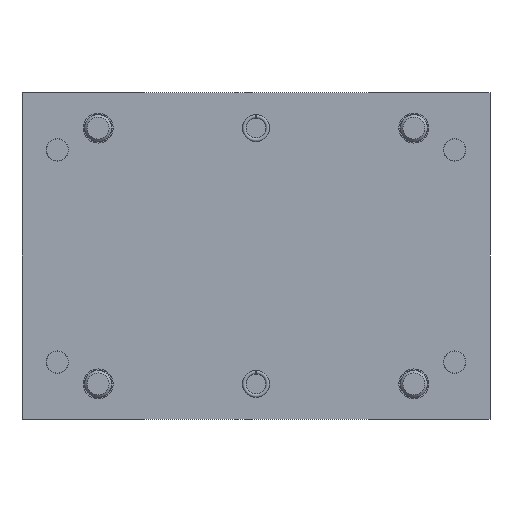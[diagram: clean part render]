
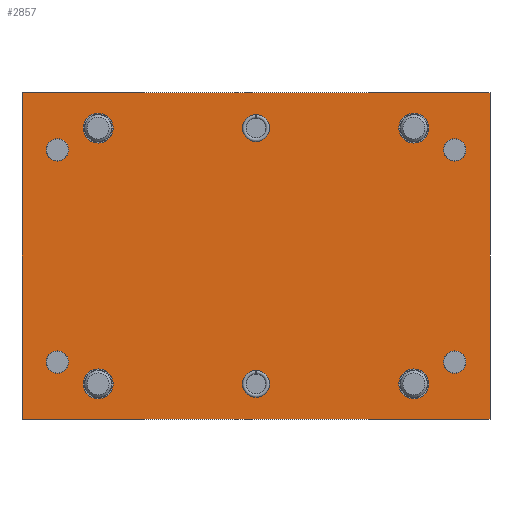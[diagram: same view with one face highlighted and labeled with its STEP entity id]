
A CAD part, front view. The second image highlights one B-rep face of the part: STEP entity #2857.
In plain terms, the highlighted planar face has unit normal (0, -1, 0).
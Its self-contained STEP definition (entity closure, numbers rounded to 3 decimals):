
#232=CIRCLE('',#3114,2.067);
#233=CIRCLE('',#3115,2.067);
#234=CIRCLE('',#3116,2.067);
#235=CIRCLE('',#3117,2.067);
#236=CIRCLE('',#3118,2.5);
#237=CIRCLE('',#3119,2.5);
#238=CIRCLE('',#3120,2.75);
#239=CIRCLE('',#3121,2.75);
#240=CIRCLE('',#3122,2.75);
#241=CIRCLE('',#3123,2.75);
#424=ORIENTED_EDGE('',*,*,#1220,.F.);
#425=ORIENTED_EDGE('',*,*,#1221,.F.);
#426=ORIENTED_EDGE('',*,*,#1222,.F.);
#427=ORIENTED_EDGE('',*,*,#1223,.F.);
#428=ORIENTED_EDGE('',*,*,#1224,.F.);
#429=ORIENTED_EDGE('',*,*,#1225,.F.);
#430=ORIENTED_EDGE('',*,*,#1226,.F.);
#431=ORIENTED_EDGE('',*,*,#1227,.F.);
#432=ORIENTED_EDGE('',*,*,#1228,.F.);
#433=ORIENTED_EDGE('',*,*,#1229,.F.);
#434=ORIENTED_EDGE('',*,*,#1200,.F.);
#435=ORIENTED_EDGE('',*,*,#1210,.F.);
#436=ORIENTED_EDGE('',*,*,#1207,.F.);
#437=ORIENTED_EDGE('',*,*,#1204,.F.);
#1200=EDGE_CURVE('',#1602,#1603,#1876,.T.);
#1204=EDGE_CURVE('',#1603,#1606,#1880,.T.);
#1207=EDGE_CURVE('',#1606,#1608,#1883,.T.);
#1210=EDGE_CURVE('',#1608,#1602,#1886,.T.);
#1220=EDGE_CURVE('',#1618,#1618,#232,.T.);
#1221=EDGE_CURVE('',#1619,#1619,#233,.T.);
#1222=EDGE_CURVE('',#1620,#1620,#234,.T.);
#1223=EDGE_CURVE('',#1621,#1621,#235,.T.);
#1224=EDGE_CURVE('',#1622,#1622,#236,.T.);
#1225=EDGE_CURVE('',#1623,#1623,#237,.T.);
#1226=EDGE_CURVE('',#1624,#1624,#238,.T.);
#1227=EDGE_CURVE('',#1625,#1625,#239,.T.);
#1228=EDGE_CURVE('',#1626,#1626,#240,.T.);
#1229=EDGE_CURVE('',#1627,#1627,#241,.T.);
#1602=VERTEX_POINT('',#4418);
#1603=VERTEX_POINT('',#4419);
#1606=VERTEX_POINT('',#4427);
#1608=VERTEX_POINT('',#4433);
#1618=VERTEX_POINT('',#4459);
#1619=VERTEX_POINT('',#4461);
#1620=VERTEX_POINT('',#4463);
#1621=VERTEX_POINT('',#4465);
#1622=VERTEX_POINT('',#4467);
#1623=VERTEX_POINT('',#4469);
#1624=VERTEX_POINT('',#4471);
#1625=VERTEX_POINT('',#4473);
#1626=VERTEX_POINT('',#4475);
#1627=VERTEX_POINT('',#4477);
#1876=LINE('',#4417,#2082);
#1880=LINE('',#4426,#2086);
#1883=LINE('',#4432,#2089);
#1886=LINE('',#4438,#2092);
#2082=VECTOR('',#3473,1000.);
#2086=VECTOR('',#3479,1000.);
#2089=VECTOR('',#3484,1000.);
#2092=VECTOR('',#3489,1000.);
#2301=EDGE_LOOP('',(#424));
#2302=EDGE_LOOP('',(#425));
#2303=EDGE_LOOP('',(#426));
#2304=EDGE_LOOP('',(#427));
#2305=EDGE_LOOP('',(#428));
#2306=EDGE_LOOP('',(#429));
#2307=EDGE_LOOP('',(#430));
#2308=EDGE_LOOP('',(#431));
#2309=EDGE_LOOP('',(#432));
#2310=EDGE_LOOP('',(#433));
#2311=EDGE_LOOP('',(#434,#435,#436,#437));
#2539=FACE_BOUND('',#2301,.T.);
#2540=FACE_BOUND('',#2302,.T.);
#2541=FACE_BOUND('',#2303,.T.);
#2542=FACE_BOUND('',#2304,.T.);
#2543=FACE_BOUND('',#2305,.T.);
#2544=FACE_BOUND('',#2306,.T.);
#2545=FACE_BOUND('',#2307,.T.);
#2546=FACE_BOUND('',#2308,.T.);
#2547=FACE_BOUND('',#2309,.T.);
#2548=FACE_BOUND('',#2310,.T.);
#2549=FACE_BOUND('',#2311,.T.);
#2771=PLANE('',#3113);
#2857=ADVANCED_FACE('',(#2539,#2540,#2541,#2542,#2543,#2544,#2545,#2546,
#2547,#2548,#2549),#2771,.F.);
#3113=AXIS2_PLACEMENT_3D('',#4457,#3509,#3510);
#3114=AXIS2_PLACEMENT_3D('',#4458,#3511,#3512);
#3115=AXIS2_PLACEMENT_3D('',#4460,#3513,#3514);
#3116=AXIS2_PLACEMENT_3D('',#4462,#3515,#3516);
#3117=AXIS2_PLACEMENT_3D('',#4464,#3517,#3518);
#3118=AXIS2_PLACEMENT_3D('',#4466,#3519,#3520);
#3119=AXIS2_PLACEMENT_3D('',#4468,#3521,#3522);
#3120=AXIS2_PLACEMENT_3D('',#4470,#3523,#3524);
#3121=AXIS2_PLACEMENT_3D('',#4472,#3525,#3526);
#3122=AXIS2_PLACEMENT_3D('',#4474,#3527,#3528);
#3123=AXIS2_PLACEMENT_3D('',#4476,#3529,#3530);
#3473=DIRECTION('',(0.,0.,1.));
#3479=DIRECTION('',(1.,0.,0.));
#3484=DIRECTION('',(0.,0.,-1.));
#3489=DIRECTION('',(-1.,0.,0.));
#3509=DIRECTION('',(0.,1.,0.));
#3510=DIRECTION('',(0.,0.,1.));
#3511=DIRECTION('',(0.,-1.,0.));
#3512=DIRECTION('',(0.,0.,-1.));
#3513=DIRECTION('',(0.,-1.,0.));
#3514=DIRECTION('',(0.,0.,-1.));
#3515=DIRECTION('',(0.,-1.,0.));
#3516=DIRECTION('',(0.,0.,-1.));
#3517=DIRECTION('',(0.,-1.,0.));
#3518=DIRECTION('',(0.,0.,-1.));
#3519=DIRECTION('',(0.,-1.,0.));
#3520=DIRECTION('',(0.,0.,-1.));
#3521=DIRECTION('',(0.,-1.,0.));
#3522=DIRECTION('',(0.,0.,-1.));
#3523=DIRECTION('',(0.,-1.,0.));
#3524=DIRECTION('',(0.,0.,-1.));
#3525=DIRECTION('',(0.,-1.,0.));
#3526=DIRECTION('',(0.,0.,-1.));
#3527=DIRECTION('',(0.,-1.,0.));
#3528=DIRECTION('',(0.,0.,-1.));
#3529=DIRECTION('',(0.,-1.,0.));
#3530=DIRECTION('',(0.,0.,-1.));
#4417=CARTESIAN_POINT('',(-30.,0.,-43.));
#4418=CARTESIAN_POINT('',(-30.,0.,-43.));
#4419=CARTESIAN_POINT('',(-30.,0.,43.));
#4426=CARTESIAN_POINT('',(-30.,0.,43.));
#4427=CARTESIAN_POINT('',(30.,0.,43.));
#4432=CARTESIAN_POINT('',(30.,0.,43.));
#4433=CARTESIAN_POINT('',(30.,0.,-43.));
#4438=CARTESIAN_POINT('',(30.,0.,-43.));
#4457=CARTESIAN_POINT('',(0.,0.,0.));
#4458=CARTESIAN_POINT('',(-19.5,0.,-36.5));
#4459=CARTESIAN_POINT('',(-19.5,0.,-38.567));
#4460=CARTESIAN_POINT('',(-19.5,0.,36.5));
#4461=CARTESIAN_POINT('',(-19.5,0.,34.433));
#4462=CARTESIAN_POINT('',(19.5,0.,36.5));
#4463=CARTESIAN_POINT('',(19.5,0.,34.433));
#4464=CARTESIAN_POINT('',(19.5,0.,-36.5));
#4465=CARTESIAN_POINT('',(19.5,0.,-38.567));
#4466=CARTESIAN_POINT('',(-23.5,0.,0.));
#4467=CARTESIAN_POINT('',(-23.5,0.,-2.5));
#4468=CARTESIAN_POINT('',(23.5,0.,0.));
#4469=CARTESIAN_POINT('',(23.5,0.,-2.5));
#4470=CARTESIAN_POINT('',(-23.5,0.,29.));
#4471=CARTESIAN_POINT('',(-23.5,0.,26.25));
#4472=CARTESIAN_POINT('',(-23.5,0.,-29.));
#4473=CARTESIAN_POINT('',(-23.5,0.,-31.75));
#4474=CARTESIAN_POINT('',(23.5,0.,-29.));
#4475=CARTESIAN_POINT('',(23.5,0.,-31.75));
#4476=CARTESIAN_POINT('',(23.5,0.,29.));
#4477=CARTESIAN_POINT('',(23.5,0.,26.25));
